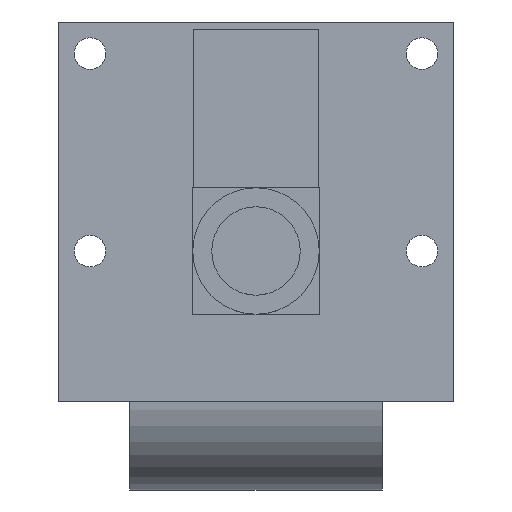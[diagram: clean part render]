
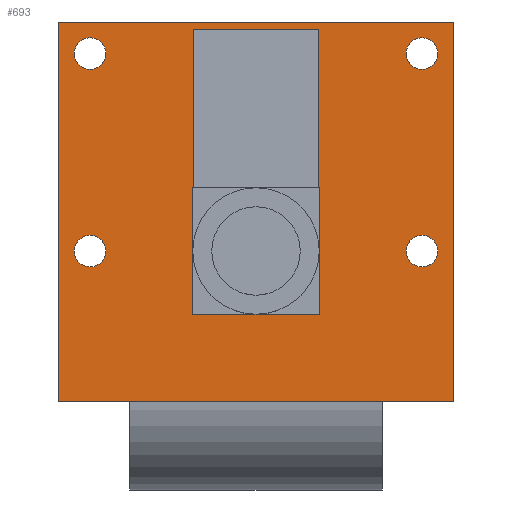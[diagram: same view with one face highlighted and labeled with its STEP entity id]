
A CAD part, top view. The second image highlights one B-rep face of the part: STEP entity #693.
In plain terms, the highlighted planar face has unit normal (0, 0, 1).
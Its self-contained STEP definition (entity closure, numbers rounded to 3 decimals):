
#2=DIRECTION('',(0.,-1.,0.));
#3=VECTOR('',#2,24.);
#4=CARTESIAN_POINT('',(-12.5,12.,0.));
#5=LINE('',#4,#3);
#6=DIRECTION('',(-1.,0.,0.));
#7=VECTOR('',#6,25.);
#8=CARTESIAN_POINT('',(12.5,12.,0.));
#9=LINE('',#8,#7);
#10=DIRECTION('',(0.,1.,0.));
#11=VECTOR('',#10,24.);
#12=CARTESIAN_POINT('',(12.5,-12.,0.));
#13=LINE('',#12,#11);
#14=DIRECTION('',(1.,0.,0.));
#15=VECTOR('',#14,25.);
#16=CARTESIAN_POINT('',(-12.5,-12.,0.));
#17=LINE('',#16,#15);
#18=CARTESIAN_POINT('',(10.5,10.,0.));
#19=DIRECTION('',(0.,0.,-1.));
#20=DIRECTION('',(-1.,0.,0.));
#21=AXIS2_PLACEMENT_3D('',#18,#19,#20);
#23=CARTESIAN_POINT('',(10.5,10.,0.));
#24=DIRECTION('',(0.,0.,-1.));
#25=DIRECTION('',(1.,0.,0.));
#26=AXIS2_PLACEMENT_3D('',#23,#24,#25);
#28=CARTESIAN_POINT('',(10.5,-2.5,0.));
#29=DIRECTION('',(0.,0.,-1.));
#30=DIRECTION('',(-1.,0.,0.));
#31=AXIS2_PLACEMENT_3D('',#28,#29,#30);
#33=CARTESIAN_POINT('',(10.5,-2.5,0.));
#34=DIRECTION('',(0.,0.,-1.));
#35=DIRECTION('',(1.,0.,0.));
#36=AXIS2_PLACEMENT_3D('',#33,#34,#35);
#38=CARTESIAN_POINT('',(-10.5,10.,0.));
#39=DIRECTION('',(0.,0.,-1.));
#40=DIRECTION('',(-1.,0.,0.));
#41=AXIS2_PLACEMENT_3D('',#38,#39,#40);
#43=CARTESIAN_POINT('',(-10.5,10.,0.));
#44=DIRECTION('',(0.,0.,-1.));
#45=DIRECTION('',(1.,0.,0.));
#46=AXIS2_PLACEMENT_3D('',#43,#44,#45);
#48=CARTESIAN_POINT('',(-10.5,-2.5,0.));
#49=DIRECTION('',(0.,0.,-1.));
#50=DIRECTION('',(-1.,0.,0.));
#51=AXIS2_PLACEMENT_3D('',#48,#49,#50);
#53=CARTESIAN_POINT('',(-10.5,-2.5,0.));
#54=DIRECTION('',(0.,0.,-1.));
#55=DIRECTION('',(1.,0.,0.));
#56=AXIS2_PLACEMENT_3D('',#53,#54,#55);
#58=DIRECTION('',(0.,-1.,0.));
#59=VECTOR('',#58,10.);
#60=CARTESIAN_POINT('',(-3.955,11.5,0.));
#61=LINE('',#60,#59);
#62=DIRECTION('',(-1.,0.,0.));
#63=VECTOR('',#62,0.045);
#64=CARTESIAN_POINT('',(-3.955,1.5,0.));
#65=LINE('',#64,#63);
#66=DIRECTION('',(0.,-1.,0.));
#67=VECTOR('',#66,8.);
#68=CARTESIAN_POINT('',(-4.,1.5,0.));
#69=LINE('',#68,#67);
#70=DIRECTION('',(1.,0.,0.));
#71=VECTOR('',#70,8.);
#72=CARTESIAN_POINT('',(-4.,-6.5,0.));
#73=LINE('',#72,#71);
#74=DIRECTION('',(0.,1.,0.));
#75=VECTOR('',#74,8.);
#76=CARTESIAN_POINT('',(4.,-6.5,0.));
#77=LINE('',#76,#75);
#78=DIRECTION('',(-1.,0.,0.));
#79=VECTOR('',#78,0.045);
#80=CARTESIAN_POINT('',(4.,1.5,0.));
#81=LINE('',#80,#79);
#82=DIRECTION('',(0.,1.,0.));
#83=VECTOR('',#82,10.);
#84=CARTESIAN_POINT('',(3.955,1.5,0.));
#85=LINE('',#84,#83);
#86=DIRECTION('',(-1.,0.,0.));
#87=VECTOR('',#86,7.911);
#88=CARTESIAN_POINT('',(3.955,11.5,0.));
#89=LINE('',#88,#87);
#488=CARTESIAN_POINT('',(-12.5,12.,0.));
#489=CARTESIAN_POINT('',(-12.5,-12.,0.));
#490=VERTEX_POINT('',#488);
#491=VERTEX_POINT('',#489);
#492=CARTESIAN_POINT('',(12.5,-12.,0.));
#493=VERTEX_POINT('',#492);
#494=CARTESIAN_POINT('',(12.5,12.,0.));
#495=VERTEX_POINT('',#494);
#504=CARTESIAN_POINT('',(9.5,10.,0.));
#505=CARTESIAN_POINT('',(11.5,10.,0.));
#506=VERTEX_POINT('',#504);
#507=VERTEX_POINT('',#505);
#512=CARTESIAN_POINT('',(9.5,-2.5,0.));
#513=CARTESIAN_POINT('',(11.5,-2.5,0.));
#514=VERTEX_POINT('',#512);
#515=VERTEX_POINT('',#513);
#520=CARTESIAN_POINT('',(-11.5,10.,0.));
#521=CARTESIAN_POINT('',(-9.5,10.,0.));
#522=VERTEX_POINT('',#520);
#523=VERTEX_POINT('',#521);
#528=CARTESIAN_POINT('',(-11.5,-2.5,0.));
#529=CARTESIAN_POINT('',(-9.5,-2.5,0.));
#530=VERTEX_POINT('',#528);
#531=VERTEX_POINT('',#529);
#536=CARTESIAN_POINT('',(-4.,1.5,0.));
#537=CARTESIAN_POINT('',(-4.,-6.5,0.));
#538=VERTEX_POINT('',#536);
#539=VERTEX_POINT('',#537);
#540=CARTESIAN_POINT('',(4.,-6.5,0.));
#541=VERTEX_POINT('',#540);
#542=CARTESIAN_POINT('',(4.,1.5,0.));
#543=VERTEX_POINT('',#542);
#568=CARTESIAN_POINT('',(-3.955,11.5,0.));
#569=CARTESIAN_POINT('',(-3.955,1.5,0.));
#570=VERTEX_POINT('',#568);
#571=VERTEX_POINT('',#569);
#572=CARTESIAN_POINT('',(3.955,1.5,0.));
#573=CARTESIAN_POINT('',(3.955,11.5,0.));
#574=VERTEX_POINT('',#572);
#575=VERTEX_POINT('',#573);
#636=CARTESIAN_POINT('',(0.,0.,0.));
#637=DIRECTION('',(0.,0.,1.));
#638=DIRECTION('',(1.,0.,0.));
#639=AXIS2_PLACEMENT_3D('',#636,#637,#638);
#640=PLANE('',#639);
#642=ORIENTED_EDGE('',*,*,#641,.F.);
#644=ORIENTED_EDGE('',*,*,#643,.F.);
#646=ORIENTED_EDGE('',*,*,#645,.F.);
#648=ORIENTED_EDGE('',*,*,#647,.F.);
#649=EDGE_LOOP('',(#642,#644,#646,#648));
#650=FACE_OUTER_BOUND('',#649,.F.);
#652=ORIENTED_EDGE('',*,*,#651,.F.);
#654=ORIENTED_EDGE('',*,*,#653,.F.);
#655=EDGE_LOOP('',(#652,#654));
#656=FACE_BOUND('',#655,.F.);
#658=ORIENTED_EDGE('',*,*,#657,.F.);
#660=ORIENTED_EDGE('',*,*,#659,.F.);
#661=EDGE_LOOP('',(#658,#660));
#662=FACE_BOUND('',#661,.F.);
#664=ORIENTED_EDGE('',*,*,#663,.F.);
#666=ORIENTED_EDGE('',*,*,#665,.F.);
#667=EDGE_LOOP('',(#664,#666));
#668=FACE_BOUND('',#667,.F.);
#670=ORIENTED_EDGE('',*,*,#669,.F.);
#672=ORIENTED_EDGE('',*,*,#671,.F.);
#673=EDGE_LOOP('',(#670,#672));
#674=FACE_BOUND('',#673,.F.);
#676=ORIENTED_EDGE('',*,*,#675,.T.);
#678=ORIENTED_EDGE('',*,*,#677,.T.);
#680=ORIENTED_EDGE('',*,*,#679,.T.);
#682=ORIENTED_EDGE('',*,*,#681,.T.);
#684=ORIENTED_EDGE('',*,*,#683,.T.);
#686=ORIENTED_EDGE('',*,*,#685,.T.);
#688=ORIENTED_EDGE('',*,*,#687,.T.);
#690=ORIENTED_EDGE('',*,*,#689,.T.);
#691=EDGE_LOOP('',(#676,#678,#680,#682,#684,#686,#688,#690));
#692=FACE_BOUND('',#691,.F.);
#693=ADVANCED_FACE('',(#650,#656,#662,#668,#674,#692),#640,.T.);
#22=CIRCLE('',#21,1.);
#27=CIRCLE('',#26,1.);
#32=CIRCLE('',#31,1.);
#37=CIRCLE('',#36,1.);
#42=CIRCLE('',#41,1.);
#47=CIRCLE('',#46,1.);
#52=CIRCLE('',#51,1.);
#57=CIRCLE('',#56,1.);
#641=EDGE_CURVE('',#490,#491,#5,.T.);
#643=EDGE_CURVE('',#495,#490,#9,.T.);
#645=EDGE_CURVE('',#493,#495,#13,.T.);
#647=EDGE_CURVE('',#491,#493,#17,.T.);
#651=EDGE_CURVE('',#506,#507,#22,.T.);
#653=EDGE_CURVE('',#507,#506,#27,.T.);
#657=EDGE_CURVE('',#514,#515,#32,.T.);
#659=EDGE_CURVE('',#515,#514,#37,.T.);
#663=EDGE_CURVE('',#522,#523,#42,.T.);
#665=EDGE_CURVE('',#523,#522,#47,.T.);
#669=EDGE_CURVE('',#530,#531,#52,.T.);
#671=EDGE_CURVE('',#531,#530,#57,.T.);
#675=EDGE_CURVE('',#570,#571,#61,.T.);
#677=EDGE_CURVE('',#571,#538,#65,.T.);
#679=EDGE_CURVE('',#538,#539,#69,.T.);
#681=EDGE_CURVE('',#539,#541,#73,.T.);
#683=EDGE_CURVE('',#541,#543,#77,.T.);
#685=EDGE_CURVE('',#543,#574,#81,.T.);
#687=EDGE_CURVE('',#574,#575,#85,.T.);
#689=EDGE_CURVE('',#575,#570,#89,.T.);
